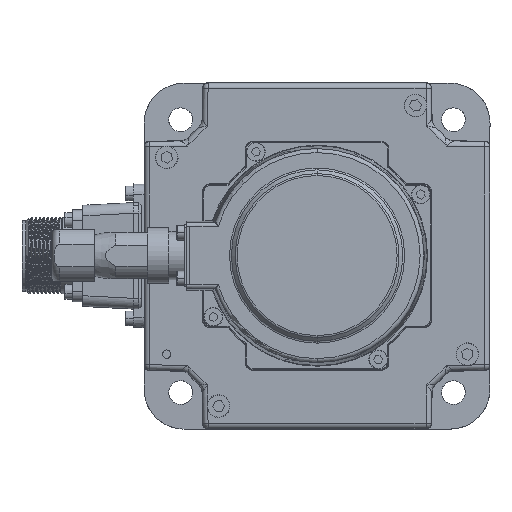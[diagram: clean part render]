
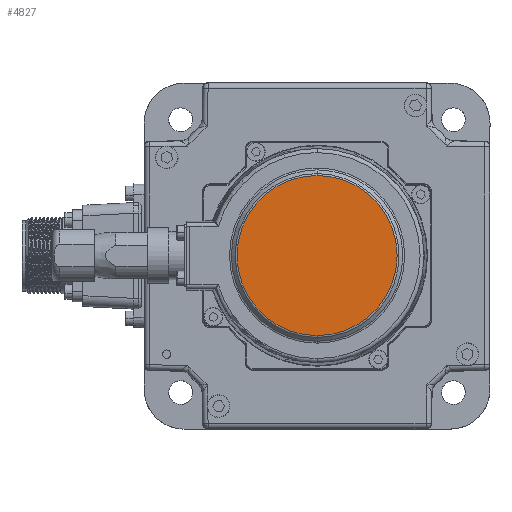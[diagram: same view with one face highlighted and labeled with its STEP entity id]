
A CAD part, top view. The second image highlights one B-rep face of the part: STEP entity #4827.
In plain terms, the highlighted planar face has unit normal (0, 0, 1).
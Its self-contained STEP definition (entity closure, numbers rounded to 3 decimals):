
#471 = CARTESIAN_POINT ( 'NONE',  ( 0., 0., 85.25 ) ) ;
#1045 = CARTESIAN_POINT ( 'NONE',  ( 0., 30.086, 85.25 ) ) ;
#2703 = DIRECTION ( 'NONE',  ( 0., 1., 0. ) ) ;
#2884 = EDGE_CURVE ( 'NONE', #17481, #15626, #25242, .T. ) ;
#4827 = ADVANCED_FACE ( 'NONE', ( #6304 ), #15894, .T. ) ;
#6304 = FACE_OUTER_BOUND ( 'NONE', #21836, .T. ) ;
#8150 = DIRECTION ( 'NONE',  ( 0., 0., 1. ) ) ;
#9991 = CIRCLE ( 'NONE', #32998, 30.086 ) ;
#10872 = DIRECTION ( 'NONE',  ( 0., 0., 1. ) ) ;
#13697 = DIRECTION ( 'NONE',  ( 0., 1., 0. ) ) ;
#15626 = VERTEX_POINT ( 'NONE', #1045 ) ;
#15894 = PLANE ( 'NONE',  #16390 ) ;
#16390 = AXIS2_PLACEMENT_3D ( 'NONE', #21548, #8150, #26931 ) ;
#17238 = EDGE_CURVE ( 'NONE', #15626, #17481, #9991, .T. ) ;
#17481 = VERTEX_POINT ( 'NONE', #32919 ) ;
#18745 = CARTESIAN_POINT ( 'NONE',  ( 0., 0., 85.25 ) ) ;
#19137 = ORIENTED_EDGE ( 'NONE', *, *, #2884, .T. ) ;
#21335 = DIRECTION ( 'NONE',  ( 0., 0., 1. ) ) ;
#21548 = CARTESIAN_POINT ( 'NONE',  ( 0., 0., 85.25 ) ) ;
#21836 = EDGE_LOOP ( 'NONE', ( #24677, #19137 ) ) ;
#24677 = ORIENTED_EDGE ( 'NONE', *, *, #17238, .T. ) ;
#25242 = CIRCLE ( 'NONE', #26921, 30.086 ) ;
#26921 = AXIS2_PLACEMENT_3D ( 'NONE', #18745, #21335, #2703 ) ;
#26931 = DIRECTION ( 'NONE',  ( 0., 1., 0. ) ) ;
#32919 = CARTESIAN_POINT ( 'NONE',  ( 0., -30.086, 85.25 ) ) ;
#32998 = AXIS2_PLACEMENT_3D ( 'NONE', #471, #10872, #13697 ) ;
